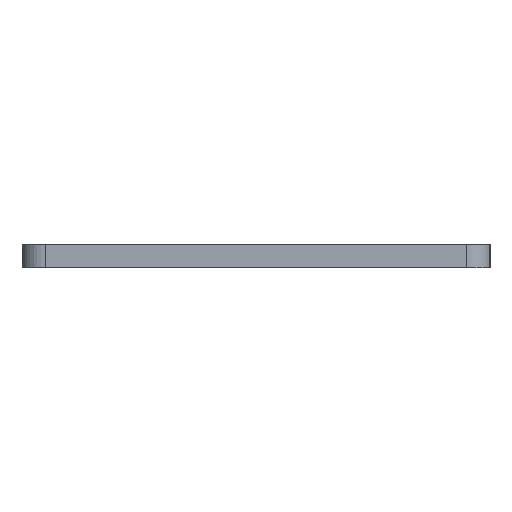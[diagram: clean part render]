
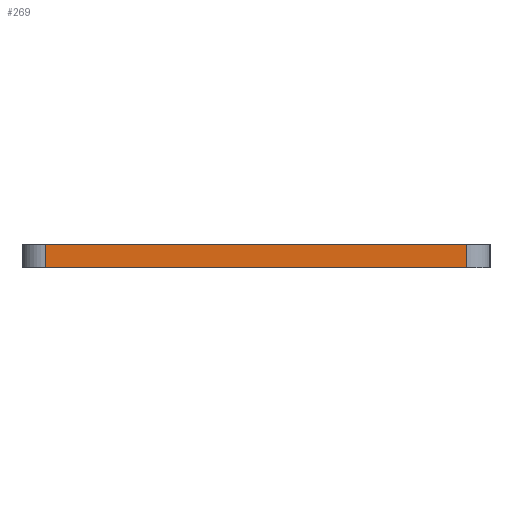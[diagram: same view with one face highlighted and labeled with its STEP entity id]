
A CAD part, left-side view. The second image highlights one B-rep face of the part: STEP entity #269.
In plain terms, the highlighted planar face has unit normal (-1, 0, 0).
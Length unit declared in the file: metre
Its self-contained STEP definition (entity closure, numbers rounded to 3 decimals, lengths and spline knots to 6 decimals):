
#269=ADVANCED_FACE('',(#685),#686,.T.);
#685=FACE_OUTER_BOUND('',#1108,.T.);
#686=PLANE('',#1109);
#1108=EDGE_LOOP('',(#1856,#1857,#1858,#1859));
#1109=AXIS2_PLACEMENT_3D('',#1860,#1861,#1862);
#1856=ORIENTED_EDGE('',*,*,#2052,.T.);
#1857=ORIENTED_EDGE('',*,*,#2190,.T.);
#1858=ORIENTED_EDGE('',*,*,#2152,.T.);
#1859=ORIENTED_EDGE('',*,*,#2192,.T.);
#1860=CARTESIAN_POINT('',(-0.2175,0.0,-0.001));
#1861=DIRECTION('',(-1.0,0.0,0.0));
#1862=DIRECTION('',(0.0,0.,-1.0));
#2052=EDGE_CURVE('',#2436,#2434,#2437,.T.);
#2152=EDGE_CURVE('',#2625,#2626,#2627,.T.);
#2190=EDGE_CURVE('',#2434,#2625,#2695,.T.);
#2192=EDGE_CURVE('',#2626,#2436,#2697,.F.);
#2434=VERTEX_POINT('',#3251);
#2436=VERTEX_POINT('',#3253);
#2437=LINE('',#3254,#3255);
#2625=VERTEX_POINT('',#4012);
#2626=VERTEX_POINT('',#4013);
#2627=LINE('',#4014,#4015);
#2695=LINE('',#4273,#4274);
#2697=LINE('',#4276,#4277);
#3251=CARTESIAN_POINT('',(-0.2175,-0.002,0.));
#3253=CARTESIAN_POINT('',(-0.2175,-0.038,0.));
#3254=CARTESIAN_POINT('',(-0.2175,0.0,0.));
#3255=VECTOR('',#4561,1.0);
#4012=CARTESIAN_POINT('',(-0.2175,-0.002,-0.002));
#4013=CARTESIAN_POINT('',(-0.2175,-0.038,-0.002));
#4014=CARTESIAN_POINT('',(-0.2175,0.,-0.002));
#4015=VECTOR('',#4728,1.0);
#4273=CARTESIAN_POINT('',(-0.2175,-0.002,-0.001));
#4274=VECTOR('',#4779,1.0);
#4276=CARTESIAN_POINT('',(-0.2175,-0.038,-0.001));
#4277=VECTOR('',#4780,1.0);
#4561=DIRECTION('',(0.0,1.0,0.));
#4728=DIRECTION('',(-0.0,-1.0,0.));
#4779=DIRECTION('',(0.0,0.0,-1.0));
#4780=DIRECTION('',(0.0,0.,-1.0));
